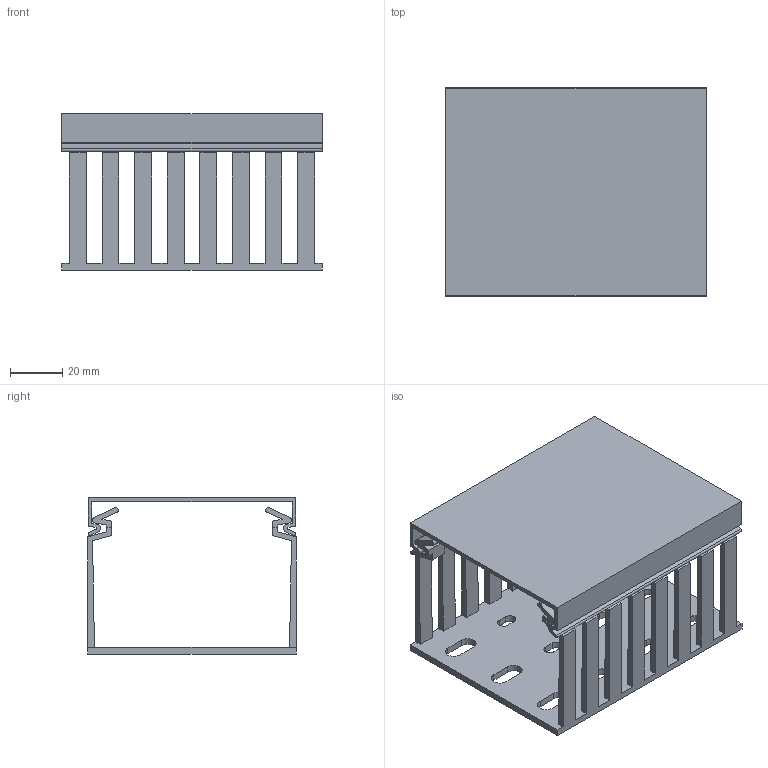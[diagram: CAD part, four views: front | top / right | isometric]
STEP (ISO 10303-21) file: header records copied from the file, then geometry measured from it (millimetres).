
FILE_DESCRIPTION((''),'2;1');
FILE_NAME('BA7600800_ASM','2022-04-20T08:09:55',('buserr'),(''),'CREO PARAMETRIC BY PTC INC, 2021184','CREO PARAMETRIC BY PTC INC, 2021184','');
FILE_SCHEMA(('AUTOMOTIVE_DESIGN { 1 0 10303 214 1 1 1 1 }'));
Length unit declared in the file: millimetre
Products named in the file (3): PROXY_BA7600801; PROXY_BA7802_2; BA7600800_ASM
Assembly tree (2 placements, depth 2):
  BA7600800_ASM
    PROXY_BA7600801
    PROXY_BA7802_2
Bounding box: 100 x 80 x 60 mm (x, y, z)
Volume: 53209.1 mm3; surface area: 60634.2 mm2
Topology: 2 solids, 2 shells, 348 faces, 1042 edges, 698 vertices
Faces by surface type: plane 286, cylinder 62
Entity records: 13313 total; most frequent: CARTESIAN_POINT 2157, ORIENTED_EDGE 2064, DIRECTION 1984, EDGE_CURVE 1032, VECTOR 925, LINE 925, VERTEX_POINT 688, AXIS2_PLACEMENT_3D 525
